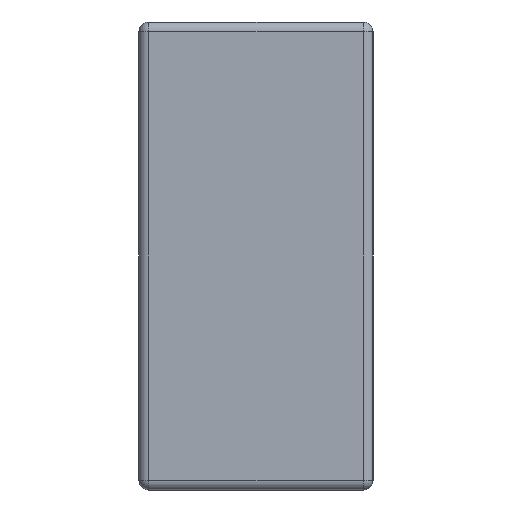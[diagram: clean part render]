
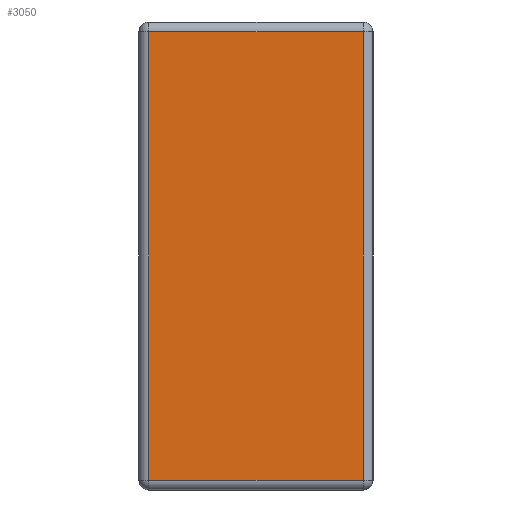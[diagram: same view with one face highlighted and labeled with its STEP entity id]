
A CAD part, left-side view. The second image highlights one B-rep face of the part: STEP entity #3050.
In plain terms, the highlighted planar face has unit normal (-1, 0, 0).
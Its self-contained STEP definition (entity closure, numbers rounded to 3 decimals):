
#73 = VERTEX_POINT ( 'NONE', #4388 ) ;
#250 = CARTESIAN_POINT ( 'NONE',  ( 0., 1.054, -2.154 ) ) ;
#308 = EDGE_CURVE ( 'NONE', #632, #2994, #2764, .T. ) ;
#324 = CARTESIAN_POINT ( 'NONE',  ( 0., 0., 0. ) ) ;
#389 = VECTOR ( 'NONE', #3496, 1000. ) ;
#441 = LINE ( 'NONE', #4212, #389 ) ;
#632 = VERTEX_POINT ( 'NONE', #1205 ) ;
#1086 = CARTESIAN_POINT ( 'NONE',  ( 0., 1.1, -0.046 ) ) ;
#1205 = CARTESIAN_POINT ( 'NONE',  ( 0., 1.054, -0.046 ) ) ;
#1239 = EDGE_LOOP ( 'NONE', ( #1901, #1400, #1894, #3328 ) ) ;
#1241 = VERTEX_POINT ( 'NONE', #2815 ) ;
#1312 = CARTESIAN_POINT ( 'NONE',  ( 0., 0.046, 0. ) ) ;
#1324 = LINE ( 'NONE', #1086, #2811 ) ;
#1400 = ORIENTED_EDGE ( 'NONE', *, *, #3352, .T. ) ;
#1430 = DIRECTION ( 'NONE',  ( 0., 1., 0. ) ) ;
#1434 = DIRECTION ( 'NONE',  ( 0., 0., 1. ) ) ;
#1492 = LINE ( 'NONE', #1312, #3315 ) ;
#1552 = VECTOR ( 'NONE', #3466, 1000. ) ;
#1663 = DIRECTION ( 'NONE',  ( 0., 0., 1. ) ) ;
#1894 = ORIENTED_EDGE ( 'NONE', *, *, #3656, .T. ) ;
#1901 = ORIENTED_EDGE ( 'NONE', *, *, #3359, .T. ) ;
#2487 = PLANE ( 'NONE',  #2510 ) ;
#2510 = AXIS2_PLACEMENT_3D ( 'NONE', #324, #3572, #1434 ) ;
#2714 = CARTESIAN_POINT ( 'NONE',  ( 0., 1.054, -2.2 ) ) ;
#2764 = LINE ( 'NONE', #2714, #1552 ) ;
#2811 = VECTOR ( 'NONE', #1430, 1000. ) ;
#2815 = CARTESIAN_POINT ( 'NONE',  ( 0., 0.046, -2.154 ) ) ;
#2994 = VERTEX_POINT ( 'NONE', #250 ) ;
#3050 = ADVANCED_FACE ( 'NONE', ( #4108 ), #2487, .T. ) ;
#3315 = VECTOR ( 'NONE', #1663, 1000. ) ;
#3328 = ORIENTED_EDGE ( 'NONE', *, *, #308, .T. ) ;
#3352 = EDGE_CURVE ( 'NONE', #1241, #73, #1492, .T. ) ;
#3359 = EDGE_CURVE ( 'NONE', #2994, #1241, #441, .T. ) ;
#3466 = DIRECTION ( 'NONE',  ( 0., 0., -1. ) ) ;
#3496 = DIRECTION ( 'NONE',  ( 0., -1., 0. ) ) ;
#3572 = DIRECTION ( 'NONE',  ( -1., 0., 0. ) ) ;
#3656 = EDGE_CURVE ( 'NONE', #73, #632, #1324, .T. ) ;
#4108 = FACE_OUTER_BOUND ( 'NONE', #1239, .T. ) ;
#4212 = CARTESIAN_POINT ( 'NONE',  ( 0., 0., -2.154 ) ) ;
#4388 = CARTESIAN_POINT ( 'NONE',  ( 0., 0.046, -0.046 ) ) ;
